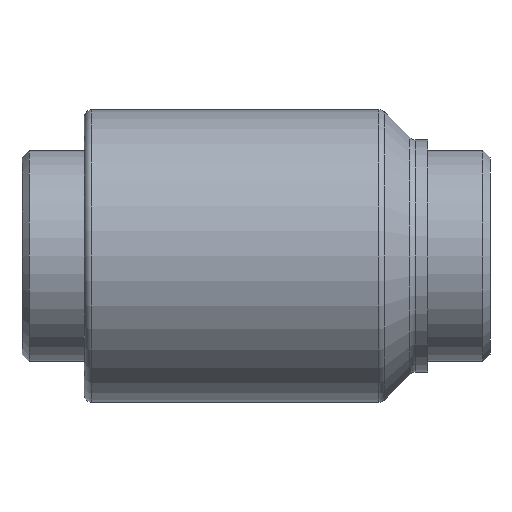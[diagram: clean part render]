
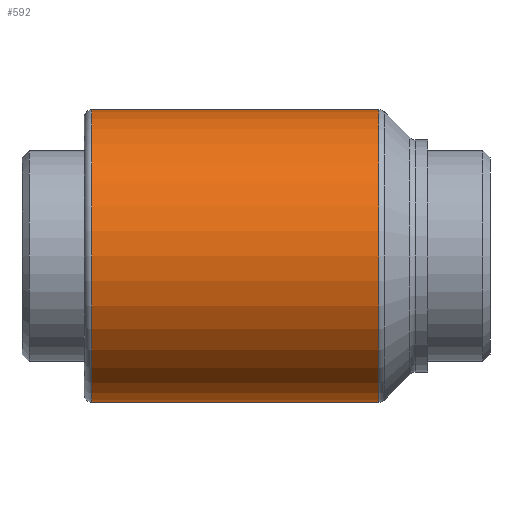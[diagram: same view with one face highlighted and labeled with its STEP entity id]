
A CAD part, front view. The second image highlights one B-rep face of the part: STEP entity #592.
In plain terms, the highlighted cylindrical face has radius 45 mm (diameter 90 mm), a full revolution.
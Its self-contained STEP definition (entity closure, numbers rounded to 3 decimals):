
#93=B_SPLINE_CURVE_WITH_KNOTS('',3,(#963,#964,#965,#966,#967,#968,#969,
#970,#971,#972,#973,#974,#975,#976,#977,#978,#979,#980,#981,#982,#983,#984,
#985,#986,#987,#988,#989,#990,#991,#992,#993,#994,#995,#996,#997,#998,#999,
#1000,#1001,#1002,#1003,#1004,#1005,#1006,#1007,#1008,#1009,#1010,#1011,
#1012,#1013,#1014,#1015,#1016,#1017,#1018,#1019,#1020,#1021,#1022,#1023,
#1024,#1025,#1026,#1027,#1028),.UNSPECIFIED.,.T.,.F.,(4,2,2,2,2,2,2,2,2,
2,2,2,2,2,2,2,2,2,2,2,2,2,2,2,2,2,2,2,2,2,2,2,4),(0.,0.524,
1.049,1.573,2.097,2.618,3.139,
3.66,4.181,4.702,5.223,5.744,
6.265,6.79,7.314,7.838,8.363,
8.887,9.412,9.936,10.46,10.981,
11.502,12.023,12.544,13.065,13.586,
14.107,14.628,15.153,15.677,16.201,
16.726),.UNSPECIFIED.);
#95=CYLINDRICAL_SURFACE('',#645,45.);
#121=FACE_BOUND('',#194,.T.);
#122=FACE_BOUND('',#195,.T.);
#143=FACE_OUTER_BOUND('',#193,.T.);
#193=EDGE_LOOP('',(#437));
#194=EDGE_LOOP('',(#438));
#195=EDGE_LOOP('',(#439));
#257=CIRCLE('',#644,45.);
#258=CIRCLE('',#646,45.);
#303=VERTEX_POINT('',#957);
#304=VERTEX_POINT('',#960);
#305=VERTEX_POINT('',#962);
#356=EDGE_CURVE('',#303,#303,#257,.T.);
#357=EDGE_CURVE('',#304,#304,#258,.T.);
#358=EDGE_CURVE('',#305,#305,#93,.T.);
#437=ORIENTED_EDGE('',*,*,#357,.F.);
#438=ORIENTED_EDGE('',*,*,#358,.T.);
#439=ORIENTED_EDGE('',*,*,#356,.F.);
#592=ADVANCED_FACE('',(#143,#121,#122),#95,.T.);
#644=AXIS2_PLACEMENT_3D('',#958,#746,#747);
#645=AXIS2_PLACEMENT_3D('',#959,#748,#749);
#646=AXIS2_PLACEMENT_3D('',#961,#750,#751);
#746=DIRECTION('center_axis',(1.,0.,0.));
#747=DIRECTION('ref_axis',(0.,-1.,0.));
#748=DIRECTION('center_axis',(1.,0.,0.));
#749=DIRECTION('ref_axis',(0.,1.,0.));
#750=DIRECTION('center_axis',(-1.,0.,0.));
#751=DIRECTION('ref_axis',(0.,-1.,0.));
#957=CARTESIAN_POINT('',(37.821,45.,0.));
#958=CARTESIAN_POINT('Origin',(37.821,0.,0.));
#959=CARTESIAN_POINT('Origin',(-7.025,0.,
0.));
#960=CARTESIAN_POINT('',(-50.558,45.,0.));
#961=CARTESIAN_POINT('Origin',(-50.558,0.,0.));
#962=CARTESIAN_POINT('',(0.,36.07,-26.907));
#963=CARTESIAN_POINT('Ctrl Pts',(0.,36.07,
-26.907));
#964=CARTESIAN_POINT('Ctrl Pts',(1.748,36.07,-26.907));
#965=CARTESIAN_POINT('Ctrl Pts',(3.533,36.2,-26.734));
#966=CARTESIAN_POINT('Ctrl Pts',(7.048,36.71,-26.029));
#967=CARTESIAN_POINT('Ctrl Pts',(8.777,37.088,-25.498));
#968=CARTESIAN_POINT('Ctrl Pts',(12.07,38.003,-24.114));
#969=CARTESIAN_POINT('Ctrl Pts',(13.637,38.538,-23.261));
#970=CARTESIAN_POINT('Ctrl Pts',(16.528,39.654,-21.304));
#971=CARTESIAN_POINT('Ctrl Pts',(17.852,40.232,-20.2));
#972=CARTESIAN_POINT('Ctrl Pts',(20.192,41.324,-17.86));
#973=CARTESIAN_POINT('Ctrl Pts',(21.295,41.879,-16.539));
#974=CARTESIAN_POINT('Ctrl Pts',(23.255,42.908,-13.647));
#975=CARTESIAN_POINT('Ctrl Pts',(24.112,43.383,-12.075));
#976=CARTESIAN_POINT('Ctrl Pts',(25.5,44.17,-8.771));
#977=CARTESIAN_POINT('Ctrl Pts',(26.033,44.482,-7.036));
#978=CARTESIAN_POINT('Ctrl Pts',(26.736,44.897,-3.519));
#979=CARTESIAN_POINT('Ctrl Pts',(26.907,45.,-1.737));
#980=CARTESIAN_POINT('Ctrl Pts',(26.907,45.,1.737));
#981=CARTESIAN_POINT('Ctrl Pts',(26.736,44.897,3.519));
#982=CARTESIAN_POINT('Ctrl Pts',(26.033,44.482,7.036));
#983=CARTESIAN_POINT('Ctrl Pts',(25.5,44.17,8.771));
#984=CARTESIAN_POINT('Ctrl Pts',(24.112,43.383,12.075));
#985=CARTESIAN_POINT('Ctrl Pts',(23.255,42.908,13.647));
#986=CARTESIAN_POINT('Ctrl Pts',(21.295,41.879,16.539));
#987=CARTESIAN_POINT('Ctrl Pts',(20.192,41.324,17.86));
#988=CARTESIAN_POINT('Ctrl Pts',(17.852,40.232,20.2));
#989=CARTESIAN_POINT('Ctrl Pts',(16.528,39.654,21.304));
#990=CARTESIAN_POINT('Ctrl Pts',(13.637,38.538,23.261));
#991=CARTESIAN_POINT('Ctrl Pts',(12.07,38.003,24.114));
#992=CARTESIAN_POINT('Ctrl Pts',(8.777,37.088,25.498));
#993=CARTESIAN_POINT('Ctrl Pts',(7.048,36.71,26.029));
#994=CARTESIAN_POINT('Ctrl Pts',(3.533,36.2,26.734));
#995=CARTESIAN_POINT('Ctrl Pts',(1.748,36.07,26.907));
#996=CARTESIAN_POINT('Ctrl Pts',(-1.748,36.07,26.907));
#997=CARTESIAN_POINT('Ctrl Pts',(-3.533,36.2,26.734));
#998=CARTESIAN_POINT('Ctrl Pts',(-7.048,36.71,26.029));
#999=CARTESIAN_POINT('Ctrl Pts',(-8.777,37.088,25.498));
#1000=CARTESIAN_POINT('Ctrl Pts',(-12.07,38.003,24.114));
#1001=CARTESIAN_POINT('Ctrl Pts',(-13.637,38.538,23.261));
#1002=CARTESIAN_POINT('Ctrl Pts',(-16.528,39.654,21.304));
#1003=CARTESIAN_POINT('Ctrl Pts',(-17.852,40.232,20.2));
#1004=CARTESIAN_POINT('Ctrl Pts',(-20.192,41.324,17.86));
#1005=CARTESIAN_POINT('Ctrl Pts',(-21.295,41.879,16.539));
#1006=CARTESIAN_POINT('Ctrl Pts',(-23.255,42.908,13.647));
#1007=CARTESIAN_POINT('Ctrl Pts',(-24.112,43.383,12.075));
#1008=CARTESIAN_POINT('Ctrl Pts',(-25.5,44.17,8.771));
#1009=CARTESIAN_POINT('Ctrl Pts',(-26.033,44.482,7.036));
#1010=CARTESIAN_POINT('Ctrl Pts',(-26.736,44.897,3.519));
#1011=CARTESIAN_POINT('Ctrl Pts',(-26.907,45.,1.737));
#1012=CARTESIAN_POINT('Ctrl Pts',(-26.907,45.,-1.737));
#1013=CARTESIAN_POINT('Ctrl Pts',(-26.736,44.897,-3.519));
#1014=CARTESIAN_POINT('Ctrl Pts',(-26.033,44.482,-7.036));
#1015=CARTESIAN_POINT('Ctrl Pts',(-25.5,44.17,-8.771));
#1016=CARTESIAN_POINT('Ctrl Pts',(-24.112,43.383,-12.075));
#1017=CARTESIAN_POINT('Ctrl Pts',(-23.255,42.908,-13.647));
#1018=CARTESIAN_POINT('Ctrl Pts',(-21.295,41.879,-16.539));
#1019=CARTESIAN_POINT('Ctrl Pts',(-20.192,41.324,-17.86));
#1020=CARTESIAN_POINT('Ctrl Pts',(-17.852,40.232,-20.2));
#1021=CARTESIAN_POINT('Ctrl Pts',(-16.528,39.654,-21.304));
#1022=CARTESIAN_POINT('Ctrl Pts',(-13.637,38.538,-23.261));
#1023=CARTESIAN_POINT('Ctrl Pts',(-12.07,38.003,-24.114));
#1024=CARTESIAN_POINT('Ctrl Pts',(-8.777,37.088,-25.498));
#1025=CARTESIAN_POINT('Ctrl Pts',(-7.048,36.71,-26.029));
#1026=CARTESIAN_POINT('Ctrl Pts',(-3.533,36.2,-26.734));
#1027=CARTESIAN_POINT('Ctrl Pts',(-1.748,36.07,-26.907));
#1028=CARTESIAN_POINT('Ctrl Pts',(0.,36.07,
-26.907));
